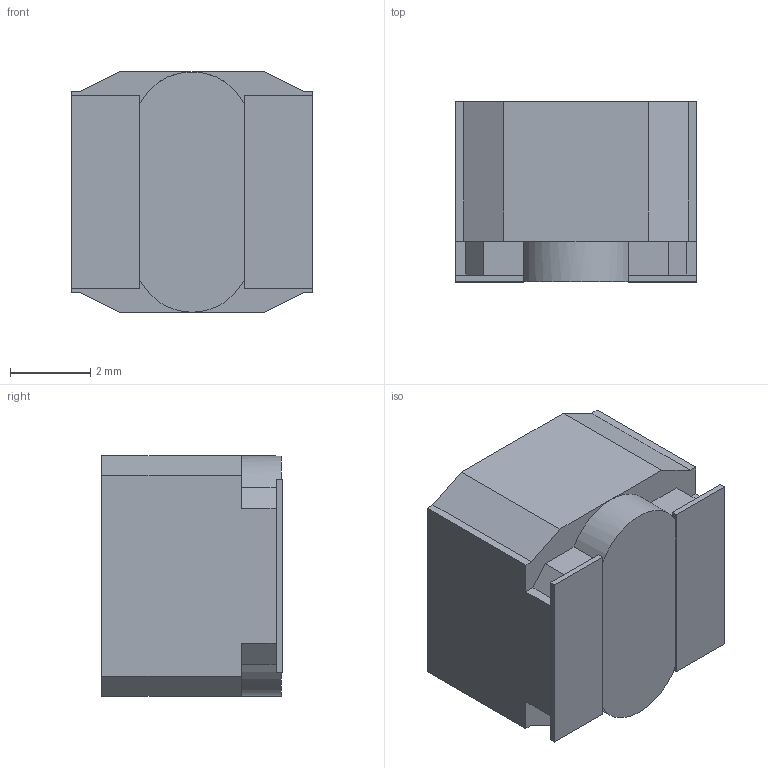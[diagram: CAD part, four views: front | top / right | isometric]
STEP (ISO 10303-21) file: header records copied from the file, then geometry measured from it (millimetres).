
FILE_DESCRIPTION(('FreeCAD Model'),'2;1');
FILE_NAME('Open CASCADE Shape Model','2021-10-14T21:19:53',('Author'),( ''),'Open CASCADE STEP processor 7.5','FreeCAD','Unknown');
FILE_SCHEMA(('AUTOMOTIVE_DESIGN { 1 0 10303 214 1 1 1 1 }'));
Length unit declared in the file: millimetre
Products named in the file (3): VLS6045EX; VLS6045EX_C(3Dmodel); VLS6045EX_T(3Dmodel)
Assembly tree (2 placements, depth 2):
  VLS6045EX
    VLS6045EX_C(3Dmodel)
    VLS6045EX_T(3Dmodel)
Bounding box: 6 x 4.5 x 6 mm (x, y, z)
Volume: 149.4 mm3; surface area: 204.1 mm2
Topology: 3 solids, 3 shells, 363 faces, 1016 edges, 835 vertices
Faces by surface type: plane 289, bspline 69, cylinder 5
Entity records: 18141 total; most frequent: CARTESIAN_POINT 6934, ORIENTED_EDGE 1936, DIRECTION 1483, EDGE_CURVE 968, LINE 867, VECTOR 867, VERTEX_POINT 643, FACE_BOUND 395
